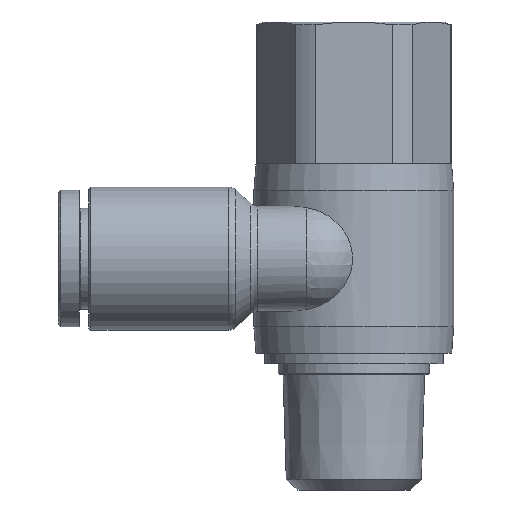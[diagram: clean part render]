
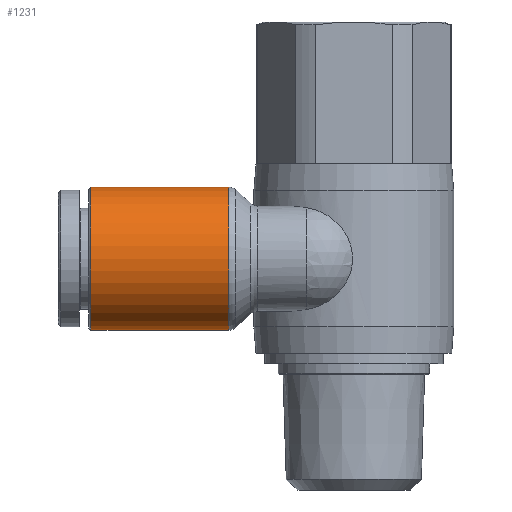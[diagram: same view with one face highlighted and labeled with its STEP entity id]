
A CAD part, left-side view. The second image highlights one B-rep face of the part: STEP entity #1231.
In plain terms, the highlighted cylindrical face has radius 6.8 mm (diameter 13.6 mm), a partial arc.
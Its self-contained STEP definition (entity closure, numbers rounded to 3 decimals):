
#1001=CARTESIAN_POINT('',(-7.384,0.,6.8));
#1002=VERTEX_POINT('',#1001);
#1049=CARTESIAN_POINT('',(-7.384,0.,-6.8));
#1050=VERTEX_POINT('',#1049);
#1194=CARTESIAN_POINT('',(-13.,0.,0.));
#1195=DIRECTION('',(1.0,0.,0.));
#1196=DIRECTION('',(0.0,0.0,1.0));
#1197=AXIS2_PLACEMENT_3D('',#1194,#1195,#1196);
#1198=CYLINDRICAL_SURFACE('',#1197,6.8);
#1199=CARTESIAN_POINT('',(-20.5,0.,6.8));
#1200=VERTEX_POINT('',#1199);
#1201=CARTESIAN_POINT('',(-20.5,0.,6.8));
#1202=DIRECTION('',(1.0,0.0,0.0));
#1203=VECTOR('',#1202,13.116);
#1204=LINE('',#1201,#1203);
#1205=EDGE_CURVE('',#1200,#1002,#1204,.T.);
#1206=ORIENTED_EDGE('',*,*,#1205,.F.);
#1207=CARTESIAN_POINT('',(-20.5,0.,-6.8));
#1208=VERTEX_POINT('',#1207);
#1209=CARTESIAN_POINT('',(-20.5,0.,0.));
#1210=DIRECTION('',(-1.0,0.0,0.0));
#1211=DIRECTION('',(0.0,0.0,1.0));
#1212=AXIS2_PLACEMENT_3D('',#1209,#1210,#1211);
#1213=CIRCLE('',#1212,6.8);
#1214=EDGE_CURVE('',#1208,#1200,#1213,.T.);
#1215=ORIENTED_EDGE('',*,*,#1214,.F.);
#1216=CARTESIAN_POINT('',(-7.384,0.,-6.8));
#1217=DIRECTION('',(-1.0,0.0,0.0));
#1218=VECTOR('',#1217,13.116);
#1219=LINE('',#1216,#1218);
#1220=EDGE_CURVE('',#1050,#1208,#1219,.T.);
#1221=ORIENTED_EDGE('',*,*,#1220,.F.);
#1222=CARTESIAN_POINT('',(-7.384,0.,0.));
#1223=DIRECTION('',(1.0,0.0,0.0));
#1224=DIRECTION('',(0.0,0.0,-1.0));
#1225=AXIS2_PLACEMENT_3D('',#1222,#1223,#1224);
#1226=CIRCLE('',#1225,6.8);
#1227=EDGE_CURVE('',#1002,#1050,#1226,.T.);
#1228=ORIENTED_EDGE('',*,*,#1227,.F.);
#1229=EDGE_LOOP('',(#1206,#1215,#1221,#1228));
#1230=FACE_OUTER_BOUND('',#1229,.T.);
#1231=ADVANCED_FACE('',(#1230),#1198,.T.);
